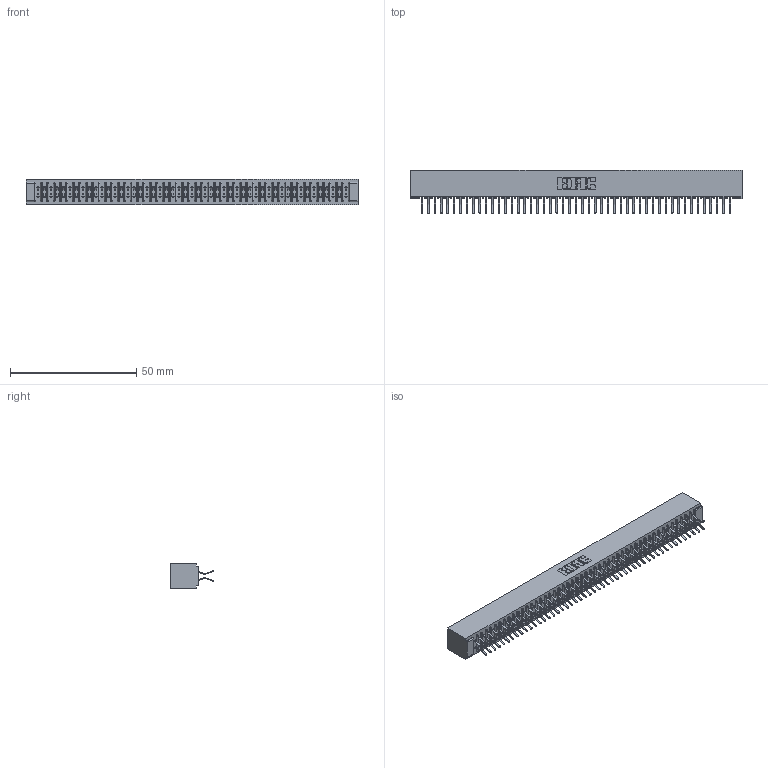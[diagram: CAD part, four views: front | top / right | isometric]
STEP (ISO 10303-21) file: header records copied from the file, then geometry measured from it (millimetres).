
FILE_DESCRIPTION (( 'STEP AP203' ), '1' );
FILE_NAME ('341-098-556-201.STEP', '2018-08-08T02:25:08', ( '' ), ( '' ), 'SwSTEP 2.0', 'SolidWorks 2016', '' );
FILE_SCHEMA (( 'CONFIG_CONTROL_DESIGN' ));
Length unit declared in the file: inch
Products named in the file (3): 341 Part_No Mounting Lugs; 341-292-001_341-292-156; 341-098-556-201
Assembly tree (99 placements, depth 2):
  341-098-556-201
    341 Part_No Mounting Lugs
    341-292-001_341-292-156  x98
Bounding box: 131.44 x 17.07 x 10.16 mm (x, y, z)
Volume: 9979.8 mm3; surface area: 18832.9 mm2
Topology: 99 solids, 99 shells, 6968 faces, 20235 edges, 13126 vertices
Faces by surface type: plane 3984, cylinder 2788, sphere 100, torus 96
Entity records: 58230 total; most frequent: CARTESIAN_POINT 9679, ORIENTED_EDGE 9618, DIRECTION 9391, EDGE_CURVE 4809, VECTOR 3891, LINE 3891, VERTEX_POINT 3038, AXIS2_PLACEMENT_3D 2750
